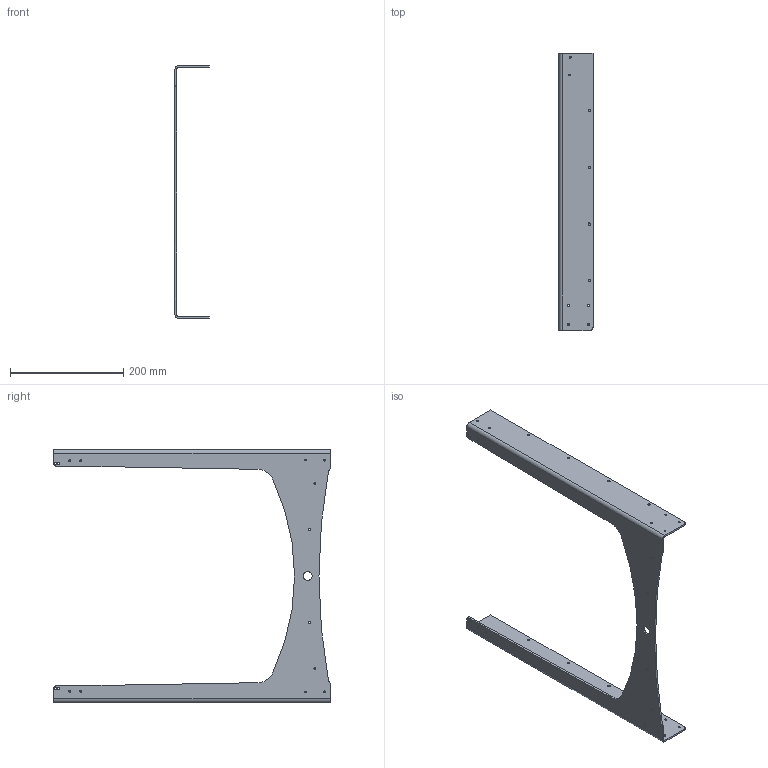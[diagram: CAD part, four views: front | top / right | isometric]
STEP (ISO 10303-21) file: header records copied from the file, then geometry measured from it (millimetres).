
FILE_DESCRIPTION(/* description */ (''),/* implementation_level */ '2;1');
FILE_NAME(/* name */ 'front.stp',/* time_stamp */ '2016-07-14T20:12:43-07:00',/* author */ ('brent'),/* organization */ (''),/* preprocessor_version */ 'ST-DEVELOPER v16.1',/* originating_system */ 'Autodesk Inventor 2016',/* authorisation */ '');
FILE_SCHEMA (('AUTOMOTIVE_DESIGN { 1 0 10303 214 3 1 1 }'));
Length unit declared in the file: inch
Products named in the file (1): frame
Bounding box: 60 x 488 x 445.85 mm (x, y, z)
Volume: 345545.1 mm3; surface area: 228209.5 mm2
Topology: 1 solids, 1 shells, 83 faces, 212 edges, 136 vertices
Faces by surface type: cylinder 54, plane 29
Full cylindrical faces by diameter (mm): 2.9 x1, 3.302 x22, 3.5 x6, 4.3 x8, 16 x1
Entity records: 2514 total; most frequent: DIRECTION 450, CARTESIAN_POINT 394, ORIENTED_EDGE 348, EDGE_LOOP 192, AXIS2_PLACEMENT_3D 192, EDGE_CURVE 174, VERTEX_POINT 136, FACE_BOUND 109
